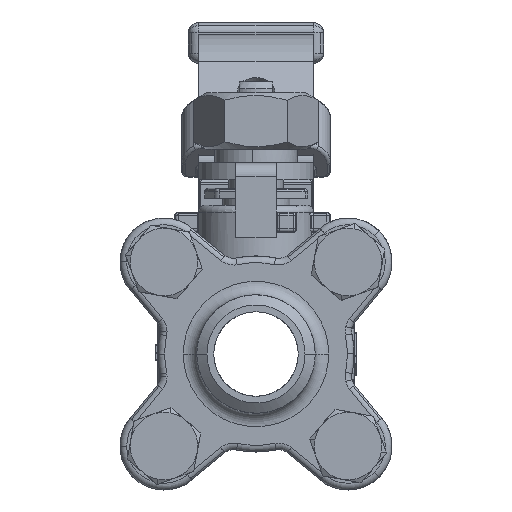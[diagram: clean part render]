
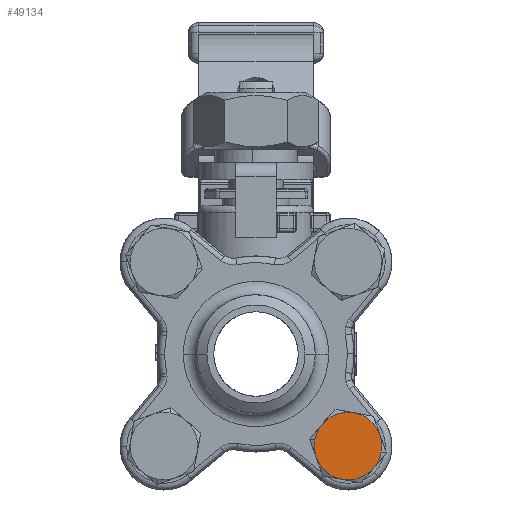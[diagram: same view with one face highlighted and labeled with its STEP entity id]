
A CAD part, left-side view. The second image highlights one B-rep face of the part: STEP entity #49134.
In plain terms, the highlighted planar face has unit normal (-1, 0, 0).
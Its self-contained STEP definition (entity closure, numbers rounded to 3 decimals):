
#48468=CARTESIAN_POINT('',(-21.88,-17.421,-16.851));
#48469=VERTEX_POINT('',#48468);
#48478=CARTESIAN_POINT('',(-21.88,-12.711,-18.53));
#48479=VERTEX_POINT('',#48478);
#48480=CARTESIAN_POINT('',(-21.88,-13.612,-13.612));
#48481=DIRECTION('',(-1.,0.,-0.));
#48482=DIRECTION('',(-0.,-0.984,-0.18));
#48483=AXIS2_PLACEMENT_3D('',#48480,#48481,#48482);
#48484=CIRCLE('',#48483,5.);
#48485=EDGE_CURVE('',#48479,#48469,#48484,.T.);
#48503=CARTESIAN_POINT('',(-21.88,-8.902,-15.291));
#48504=VERTEX_POINT('',#48503);
#48517=CARTESIAN_POINT('',(-21.88,-13.612,-13.612));
#48518=DIRECTION('',(-1.,0.,-0.));
#48519=DIRECTION('',(-0.,-0.984,-0.18));
#48520=AXIS2_PLACEMENT_3D('',#48517,#48518,#48519);
#48521=CIRCLE('',#48520,5.);
#48522=EDGE_CURVE('',#48504,#48479,#48521,.T.);
#48534=CARTESIAN_POINT('',(-21.88,-18.53,-14.513));
#48535=VERTEX_POINT('',#48534);
#48542=CARTESIAN_POINT('',(-21.88,-17.421,-16.851));
#48543=CARTESIAN_POINT('',(-21.88,-17.562,-16.685));
#48544=CARTESIAN_POINT('',(-21.88,-17.692,-16.509));
#48545=CARTESIAN_POINT('',(-21.88,-17.811,-16.326));
#48546=CARTESIAN_POINT('',(-21.88,-17.929,-16.143));
#48547=CARTESIAN_POINT('',(-21.88,-18.036,-15.952));
#48548=CARTESIAN_POINT('',(-21.88,-18.129,-15.755));
#48549=CARTESIAN_POINT('',(-21.88,-18.223,-15.558));
#48550=CARTESIAN_POINT('',(-21.88,-18.303,-15.354));
#48551=CARTESIAN_POINT('',(-21.88,-18.37,-15.147));
#48552=CARTESIAN_POINT('',(-21.88,-18.437,-14.939));
#48553=CARTESIAN_POINT('',(-21.88,-18.491,-14.727));
#48554=CARTESIAN_POINT('',(-21.88,-18.53,-14.513));
#48555=CARTESIAN_POINT('',(-21.88,-18.569,-14.298));
#48556=CARTESIAN_POINT('',(-21.88,-18.595,-14.081));
#48557=CARTESIAN_POINT('',(-21.88,-18.605,-13.863));
#48558=CARTESIAN_POINT('',(-21.88,-18.616,-13.645));
#48559=CARTESIAN_POINT('',(-21.88,-18.613,-13.426));
#48560=CARTESIAN_POINT('',(-21.88,-18.596,-13.209));
#48561=CARTESIAN_POINT('',(-21.88,-18.578,-12.992));
#48562=CARTESIAN_POINT('',(-21.88,-18.546,-12.775));
#48563=CARTESIAN_POINT('',(-21.88,-18.5,-12.562));
#48564=CARTESIAN_POINT('',(-21.88,-18.455,-12.349));
#48565=CARTESIAN_POINT('',(-21.88,-18.395,-12.138));
#48566=CARTESIAN_POINT('',(-21.88,-18.321,-11.933));
#48567=B_SPLINE_CURVE_WITH_KNOTS('',3,(#48542,#48543,#48544,#48545,#48546,#48547,#48548,#48549,#48550,#48551,#48552,#48553,#48554,#48555,#48556,#48557,#48558,#48559,#48560,#48561,#48562,#48563,#48564,#48565,#48566),.UNSPECIFIED.,.F.,.F.,(4,3,3,3,3,3,3,3,4),(330.,337.5,345.,352.5,360.,367.5,375.,382.5,390.),.UNSPECIFIED.);
#48568=EDGE_CURVE('',#48469,#48535,#48567,.T.);
#48586=CARTESIAN_POINT('',(-21.88,-8.694,-12.711));
#48587=VERTEX_POINT('',#48586);
#48594=CARTESIAN_POINT('',(-21.88,-9.803,-10.373));
#48595=VERTEX_POINT('',#48594);
#48596=CARTESIAN_POINT('',(-21.88,-9.803,-10.373));
#48597=CARTESIAN_POINT('',(-21.88,-9.662,-10.539));
#48598=CARTESIAN_POINT('',(-21.88,-9.531,-10.714));
#48599=CARTESIAN_POINT('',(-21.88,-9.413,-10.897));
#48600=CARTESIAN_POINT('',(-21.88,-9.294,-11.081));
#48601=CARTESIAN_POINT('',(-21.88,-9.188,-11.272));
#48602=CARTESIAN_POINT('',(-21.88,-9.094,-11.469));
#48603=CARTESIAN_POINT('',(-21.88,-9.001,-11.666));
#48604=CARTESIAN_POINT('',(-21.88,-8.92,-11.869));
#48605=CARTESIAN_POINT('',(-21.88,-8.853,-12.077));
#48606=CARTESIAN_POINT('',(-21.88,-8.786,-12.284));
#48607=CARTESIAN_POINT('',(-21.88,-8.733,-12.496));
#48608=CARTESIAN_POINT('',(-21.88,-8.694,-12.711));
#48609=CARTESIAN_POINT('',(-21.88,-8.654,-12.926));
#48610=CARTESIAN_POINT('',(-21.88,-8.629,-13.143));
#48611=CARTESIAN_POINT('',(-21.88,-8.618,-13.361));
#48612=CARTESIAN_POINT('',(-21.88,-8.607,-13.579));
#48613=CARTESIAN_POINT('',(-21.88,-8.61,-13.797));
#48614=CARTESIAN_POINT('',(-21.88,-8.628,-14.015));
#48615=CARTESIAN_POINT('',(-21.88,-8.646,-14.232));
#48616=CARTESIAN_POINT('',(-21.88,-8.677,-14.448));
#48617=CARTESIAN_POINT('',(-21.88,-8.723,-14.662));
#48618=CARTESIAN_POINT('',(-21.88,-8.769,-14.875));
#48619=CARTESIAN_POINT('',(-21.88,-8.829,-15.085));
#48620=CARTESIAN_POINT('',(-21.88,-8.902,-15.291));
#48621=B_SPLINE_CURVE_WITH_KNOTS('',3,(#48596,#48597,#48598,#48599,#48600,#48601,#48602,#48603,#48604,#48605,#48606,#48607,#48608,#48609,#48610,#48611,#48612,#48613,#48614,#48615,#48616,#48617,#48618,#48619,#48620),.UNSPECIFIED.,.F.,.F.,(4,3,3,3,3,3,3,3,4),(150.,157.5,165.,172.5,180.,187.5,195.,202.5,210.),.UNSPECIFIED.);
#48622=EDGE_CURVE('',#48595,#48587,#48621,.T.);
#48638=CARTESIAN_POINT('',(-21.88,-14.513,-8.694));
#48639=VERTEX_POINT('',#48638);
#48648=CARTESIAN_POINT('',(-21.88,-18.321,-11.933));
#48649=VERTEX_POINT('',#48648);
#48650=CARTESIAN_POINT('',(-21.88,-13.612,-13.612));
#48651=DIRECTION('',(-1.,0.,-0.));
#48652=DIRECTION('',(-0.,-0.984,-0.18));
#48653=AXIS2_PLACEMENT_3D('',#48650,#48651,#48652);
#48654=CIRCLE('',#48653,5.);
#48655=EDGE_CURVE('',#48649,#48639,#48654,.T.);
#48685=CARTESIAN_POINT('',(-21.88,-13.612,-13.612));
#48686=DIRECTION('',(-1.,0.,-0.));
#48687=DIRECTION('',(-0.,-0.984,-0.18));
#48688=AXIS2_PLACEMENT_3D('',#48685,#48686,#48687);
#48689=CIRCLE('',#48688,5.);
#48690=EDGE_CURVE('',#48639,#48595,#48689,.T.);
#49065=CARTESIAN_POINT('',(-21.88,-13.612,-13.612));
#49066=DIRECTION('',(1.,-0.,0.));
#49067=DIRECTION('',(-0.,-0.18,0.984));
#49068=AXIS2_PLACEMENT_3D('',#49065,#49066,#49067);
#49069=PLANE('',#49068);
#49070=ORIENTED_EDGE('',*,*,#48485,.T.);
#49071=ORIENTED_EDGE('',*,*,#48568,.T.);
#49072=CARTESIAN_POINT('',(-21.88,-17.421,-16.851));
#49073=CARTESIAN_POINT('',(-21.88,-17.562,-16.685));
#49074=CARTESIAN_POINT('',(-21.88,-17.692,-16.509));
#49075=CARTESIAN_POINT('',(-21.88,-17.811,-16.326));
#49076=CARTESIAN_POINT('',(-21.88,-17.929,-16.143));
#49077=CARTESIAN_POINT('',(-21.88,-18.036,-15.952));
#49078=CARTESIAN_POINT('',(-21.88,-18.129,-15.755));
#49079=CARTESIAN_POINT('',(-21.88,-18.223,-15.558));
#49080=CARTESIAN_POINT('',(-21.88,-18.303,-15.354));
#49081=CARTESIAN_POINT('',(-21.88,-18.37,-15.147));
#49082=CARTESIAN_POINT('',(-21.88,-18.437,-14.939));
#49083=CARTESIAN_POINT('',(-21.88,-18.491,-14.727));
#49084=CARTESIAN_POINT('',(-21.88,-18.53,-14.513));
#49085=CARTESIAN_POINT('',(-21.88,-18.569,-14.298));
#49086=CARTESIAN_POINT('',(-21.88,-18.595,-14.081));
#49087=CARTESIAN_POINT('',(-21.88,-18.605,-13.863));
#49088=CARTESIAN_POINT('',(-21.88,-18.616,-13.645));
#49089=CARTESIAN_POINT('',(-21.88,-18.613,-13.426));
#49090=CARTESIAN_POINT('',(-21.88,-18.596,-13.209));
#49091=CARTESIAN_POINT('',(-21.88,-18.578,-12.992));
#49092=CARTESIAN_POINT('',(-21.88,-18.546,-12.775));
#49093=CARTESIAN_POINT('',(-21.88,-18.5,-12.562));
#49094=CARTESIAN_POINT('',(-21.88,-18.455,-12.349));
#49095=CARTESIAN_POINT('',(-21.88,-18.395,-12.138));
#49096=CARTESIAN_POINT('',(-21.88,-18.321,-11.933));
#49097=B_SPLINE_CURVE_WITH_KNOTS('',3,(#49072,#49073,#49074,#49075,#49076,#49077,#49078,#49079,#49080,#49081,#49082,#49083,#49084,#49085,#49086,#49087,#49088,#49089,#49090,#49091,#49092,#49093,#49094,#49095,#49096),.UNSPECIFIED.,.F.,.F.,(4,3,3,3,3,3,3,3,4),(330.,337.5,345.,352.5,360.,367.5,375.,382.5,390.),.UNSPECIFIED.);
#49098=EDGE_CURVE('',#48535,#48649,#49097,.T.);
#49099=ORIENTED_EDGE('',*,*,#49098,.T.);
#49100=ORIENTED_EDGE('',*,*,#48655,.T.);
#49101=ORIENTED_EDGE('',*,*,#48690,.T.);
#49102=ORIENTED_EDGE('',*,*,#48622,.T.);
#49103=CARTESIAN_POINT('',(-21.88,-9.803,-10.373));
#49104=CARTESIAN_POINT('',(-21.88,-9.662,-10.539));
#49105=CARTESIAN_POINT('',(-21.88,-9.531,-10.714));
#49106=CARTESIAN_POINT('',(-21.88,-9.413,-10.897));
#49107=CARTESIAN_POINT('',(-21.88,-9.294,-11.081));
#49108=CARTESIAN_POINT('',(-21.88,-9.188,-11.272));
#49109=CARTESIAN_POINT('',(-21.88,-9.094,-11.469));
#49110=CARTESIAN_POINT('',(-21.88,-9.001,-11.666));
#49111=CARTESIAN_POINT('',(-21.88,-8.92,-11.869));
#49112=CARTESIAN_POINT('',(-21.88,-8.853,-12.077));
#49113=CARTESIAN_POINT('',(-21.88,-8.786,-12.284));
#49114=CARTESIAN_POINT('',(-21.88,-8.733,-12.496));
#49115=CARTESIAN_POINT('',(-21.88,-8.694,-12.711));
#49116=CARTESIAN_POINT('',(-21.88,-8.654,-12.926));
#49117=CARTESIAN_POINT('',(-21.88,-8.629,-13.143));
#49118=CARTESIAN_POINT('',(-21.88,-8.618,-13.361));
#49119=CARTESIAN_POINT('',(-21.88,-8.607,-13.579));
#49120=CARTESIAN_POINT('',(-21.88,-8.61,-13.797));
#49121=CARTESIAN_POINT('',(-21.88,-8.628,-14.015));
#49122=CARTESIAN_POINT('',(-21.88,-8.646,-14.232));
#49123=CARTESIAN_POINT('',(-21.88,-8.677,-14.448));
#49124=CARTESIAN_POINT('',(-21.88,-8.723,-14.662));
#49125=CARTESIAN_POINT('',(-21.88,-8.769,-14.875));
#49126=CARTESIAN_POINT('',(-21.88,-8.829,-15.085));
#49127=CARTESIAN_POINT('',(-21.88,-8.902,-15.291));
#49128=B_SPLINE_CURVE_WITH_KNOTS('',3,(#49103,#49104,#49105,#49106,#49107,#49108,#49109,#49110,#49111,#49112,#49113,#49114,#49115,#49116,#49117,#49118,#49119,#49120,#49121,#49122,#49123,#49124,#49125,#49126,#49127),.UNSPECIFIED.,.F.,.F.,(4,3,3,3,3,3,3,3,4),(150.,157.5,165.,172.5,180.,187.5,195.,202.5,210.),.UNSPECIFIED.);
#49129=EDGE_CURVE('',#48587,#48504,#49128,.T.);
#49130=ORIENTED_EDGE('',*,*,#49129,.T.);
#49131=ORIENTED_EDGE('',*,*,#48522,.T.);
#49132=EDGE_LOOP('',(#49070,#49071,#49099,#49100,#49101,#49102,#49130,#49131));
#49133=FACE_BOUND('',#49132,.T.);
#49134=ADVANCED_FACE('',(#49133),#49069,.F.);
